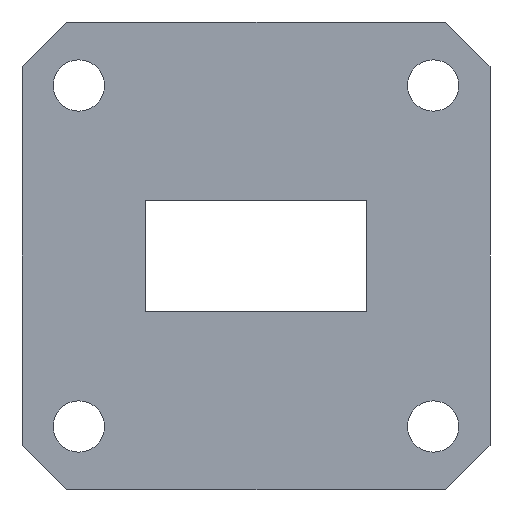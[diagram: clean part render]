
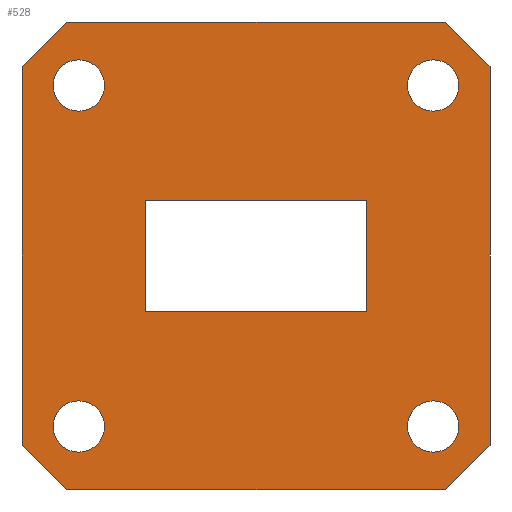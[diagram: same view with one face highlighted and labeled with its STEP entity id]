
A CAD part, front view. The second image highlights one B-rep face of the part: STEP entity #528.
In plain terms, the highlighted planar face has unit normal (0, -1, 0).
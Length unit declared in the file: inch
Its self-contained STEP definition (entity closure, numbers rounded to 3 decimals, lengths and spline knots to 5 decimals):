
#14 = EDGE_CURVE ( 'NONE', #1404, #23, #2005, .T. ) ;
#23 = VERTEX_POINT ( 'NONE', #381 ) ;
#61 = AXIS2_PLACEMENT_3D ( 'NONE', #1757, #431, #1073 ) ;
#68 = ORIENTED_EDGE ( 'NONE', *, *, #1277, .F. ) ;
#87 = LINE ( 'NONE', #1400, #1820 ) ;
#97 = VERTEX_POINT ( 'NONE', #259 ) ;
#129 = AXIS2_PLACEMENT_3D ( 'NONE', #1953, #929, #1786 ) ;
#147 = FACE_BOUND ( 'NONE', #1179, .T. ) ;
#186 = ORIENTED_EDGE ( 'NONE', *, *, #406, .T. ) ;
#220 = VECTOR ( 'NONE', #1738, 39.37008 ) ;
#233 = ORIENTED_EDGE ( 'NONE', *, *, #1923, .F. ) ;
#242 = DIRECTION ( 'NONE',  ( 0., 1., 0. ) ) ;
#259 = CARTESIAN_POINT ( 'NONE',  ( 0.531, 0., -0.656 ) ) ;
#265 = DIRECTION ( 'NONE',  ( 0., 1., 0. ) ) ;
#287 = CARTESIAN_POINT ( 'NONE',  ( -0.497, 0., 0.55 ) ) ;
#315 = EDGE_CURVE ( 'NONE', #990, #97, #794, .T. ) ;
#381 = CARTESIAN_POINT ( 'NONE',  ( 0.531, 0., 0.656 ) ) ;
#406 = EDGE_CURVE ( 'NONE', #1828, #847, #1654, .T. ) ;
#419 = LINE ( 'NONE', #1294, #638 ) ;
#423 = EDGE_LOOP ( 'NONE', ( #1552, #186, #1354, #972 ) ) ;
#426 = LINE ( 'NONE', #875, #520 ) ;
#428 = FACE_BOUND ( 'NONE', #423, .T. ) ;
#431 = DIRECTION ( 'NONE',  ( 0., -1., 0. ) ) ;
#448 = AXIS2_PLACEMENT_3D ( 'NONE', #731, #242, #985 ) ;
#453 = DIRECTION ( 'NONE',  ( 0., 0., 1. ) ) ;
#465 = EDGE_CURVE ( 'NONE', #1315, #1331, #1532, .T. ) ;
#518 = CARTESIAN_POINT ( 'NONE',  ( -0.311, 0., 0.1555 ) ) ;
#520 = VECTOR ( 'NONE', #865, 39.37008 ) ;
#528 = ADVANCED_FACE ( 'NONE', ( #547, #147, #1067, #1862, #902, #428 ), #1425, .T. ) ;
#547 = FACE_BOUND ( 'NONE', #1529, .T. ) ;
#563 = EDGE_CURVE ( 'NONE', #1959, #1959, #1271, .T. ) ;
#626 = CARTESIAN_POINT ( 'NONE',  ( 0.497, 0., -0.406 ) ) ;
#638 = VECTOR ( 'NONE', #965, 39.37008 ) ;
#659 = CIRCLE ( 'NONE', #1703, 0.072 ) ;
#662 = EDGE_CURVE ( 'NONE', #1033, #1797, #419, .T. ) ;
#669 = DIRECTION ( 'NONE',  ( -1., 0., 0. ) ) ;
#685 = VERTEX_POINT ( 'NONE', #626 ) ;
#727 = CARTESIAN_POINT ( 'NONE',  ( -0.656, 0., -0.531 ) ) ;
#729 = CARTESIAN_POINT ( 'NONE',  ( -0.656, 0., -0.531 ) ) ;
#731 = CARTESIAN_POINT ( 'NONE',  ( -0.497, 0., -0.478 ) ) ;
#732 = CARTESIAN_POINT ( 'NONE',  ( 0.497, 0., 0.478 ) ) ;
#759 = VERTEX_POINT ( 'NONE', #942 ) ;
#794 = LINE ( 'NONE', #1171, #1202 ) ;
#815 = VECTOR ( 'NONE', #905, 39.37008 ) ;
#842 = CARTESIAN_POINT ( 'NONE',  ( 0.311, 0., 0.1555 ) ) ;
#846 = ORIENTED_EDGE ( 'NONE', *, *, #563, .T. ) ;
#847 = VERTEX_POINT ( 'NONE', #1359 ) ;
#852 = CARTESIAN_POINT ( 'NONE',  ( 0.531, 0., 0.656 ) ) ;
#865 = DIRECTION ( 'NONE',  ( 0.707, 0., 0.707 ) ) ;
#875 = CARTESIAN_POINT ( 'NONE',  ( -0.531, 0., 0.656 ) ) ;
#902 = FACE_BOUND ( 'NONE', #916, .T. ) ;
#905 = DIRECTION ( 'NONE',  ( -0.707, 0., 0.707 ) ) ;
#916 = EDGE_LOOP ( 'NONE', ( #846 ) ) ;
#929 = DIRECTION ( 'NONE',  ( 0., 1., 0. ) ) ;
#942 = CARTESIAN_POINT ( 'NONE',  ( 0.497, 0., 0.55 ) ) ;
#959 = EDGE_CURVE ( 'NONE', #23, #2063, #87, .T. ) ;
#965 = DIRECTION ( 'NONE',  ( 0., 0., 1. ) ) ;
#972 = ORIENTED_EDGE ( 'NONE', *, *, #465, .T. ) ;
#985 = DIRECTION ( 'NONE',  ( 0., 0., 1. ) ) ;
#990 = VERTEX_POINT ( 'NONE', #1042 ) ;
#1006 = DIRECTION ( 'NONE',  ( -0.707, 0., -0.707 ) ) ;
#1033 = VERTEX_POINT ( 'NONE', #727 ) ;
#1035 = EDGE_LOOP ( 'NONE', ( #1652, #1267, #233, #1086, #1579, #68, #1760, #1885 ) ) ;
#1042 = CARTESIAN_POINT ( 'NONE',  ( 0.656, 0., -0.531 ) ) ;
#1046 = CARTESIAN_POINT ( 'NONE',  ( -0.311, 0., 0.1555 ) ) ;
#1047 = EDGE_CURVE ( 'NONE', #1413, #1413, #1965, .T. ) ;
#1067 = FACE_OUTER_BOUND ( 'NONE', #1035, .T. ) ;
#1069 = CARTESIAN_POINT ( 'NONE',  ( 0.656, 0., 0.531 ) ) ;
#1070 = LINE ( 'NONE', #2169, #1941 ) ;
#1072 = CIRCLE ( 'NONE', #129, 0.072 ) ;
#1073 = DIRECTION ( 'NONE',  ( 0., 0., -1. ) ) ;
#1078 = DIRECTION ( 'NONE',  ( -1., 0., 0. ) ) ;
#1086 = ORIENTED_EDGE ( 'NONE', *, *, #959, .F. ) ;
#1092 = LINE ( 'NONE', #1423, #1318 ) ;
#1171 = CARTESIAN_POINT ( 'NONE',  ( 0.531, 0., -0.656 ) ) ;
#1179 = EDGE_LOOP ( 'NONE', ( #1803 ) ) ;
#1183 = CARTESIAN_POINT ( 'NONE',  ( -0.656, 0., 0.531 ) ) ;
#1202 = VECTOR ( 'NONE', #1006, 39.37008 ) ;
#1214 = VECTOR ( 'NONE', #1218, 39.37008 ) ;
#1218 = DIRECTION ( 'NONE',  ( 0., 0., -1. ) ) ;
#1248 = DIRECTION ( 'NONE',  ( 0., 0., 1. ) ) ;
#1251 = CARTESIAN_POINT ( 'NONE',  ( -0.531, 0., -0.656 ) ) ;
#1267 = ORIENTED_EDGE ( 'NONE', *, *, #315, .F. ) ;
#1271 = CIRCLE ( 'NONE', #1455, 0.072 ) ;
#1277 = EDGE_CURVE ( 'NONE', #1797, #1404, #426, .T. ) ;
#1294 = CARTESIAN_POINT ( 'NONE',  ( -0.656, 0., 0.531 ) ) ;
#1315 = VERTEX_POINT ( 'NONE', #1373 ) ;
#1318 = VECTOR ( 'NONE', #1078, 39.37008 ) ;
#1331 = VERTEX_POINT ( 'NONE', #518 ) ;
#1354 = ORIENTED_EDGE ( 'NONE', *, *, #1842, .T. ) ;
#1359 = CARTESIAN_POINT ( 'NONE',  ( 0.311, 0., -0.1555 ) ) ;
#1373 = CARTESIAN_POINT ( 'NONE',  ( -0.311, 0., -0.1555 ) ) ;
#1384 = DIRECTION ( 'NONE',  ( 1., 0., 0. ) ) ;
#1391 = CARTESIAN_POINT ( 'NONE',  ( 0.311, 0., 0.1555 ) ) ;
#1397 = EDGE_CURVE ( 'NONE', #1331, #1828, #1448, .T. ) ;
#1400 = CARTESIAN_POINT ( 'NONE',  ( 0.656, 0., 0.531 ) ) ;
#1403 = DIRECTION ( 'NONE',  ( 0., 1., 0. ) ) ;
#1404 = VERTEX_POINT ( 'NONE', #1745 ) ;
#1405 = EDGE_CURVE ( 'NONE', #759, #759, #659, .T. ) ;
#1408 = DIRECTION ( 'NONE',  ( 0., 0., 1. ) ) ;
#1413 = VERTEX_POINT ( 'NONE', #1968 ) ;
#1423 = CARTESIAN_POINT ( 'NONE',  ( 0.531, 0., -0.656 ) ) ;
#1425 = PLANE ( 'NONE',  #61 ) ;
#1448 = LINE ( 'NONE', #1046, #220 ) ;
#1455 = AXIS2_PLACEMENT_3D ( 'NONE', #1457, #265, #453 ) ;
#1457 = CARTESIAN_POINT ( 'NONE',  ( -0.497, 0., 0.478 ) ) ;
#1529 = EDGE_LOOP ( 'NONE', ( #2105 ) ) ;
#1532 = LINE ( 'NONE', #1591, #1912 ) ;
#1552 = ORIENTED_EDGE ( 'NONE', *, *, #1397, .T. ) ;
#1556 = ORIENTED_EDGE ( 'NONE', *, *, #1047, .T. ) ;
#1579 = ORIENTED_EDGE ( 'NONE', *, *, #14, .F. ) ;
#1591 = CARTESIAN_POINT ( 'NONE',  ( -0.311, 0., -0.1555 ) ) ;
#1597 = VECTOR ( 'NONE', #1384, 39.37008 ) ;
#1652 = ORIENTED_EDGE ( 'NONE', *, *, #2112, .F. ) ;
#1654 = LINE ( 'NONE', #1391, #1214 ) ;
#1703 = AXIS2_PLACEMENT_3D ( 'NONE', #732, #1403, #1248 ) ;
#1723 = LINE ( 'NONE', #729, #815 ) ;
#1738 = DIRECTION ( 'NONE',  ( 1., 0., 0. ) ) ;
#1745 = CARTESIAN_POINT ( 'NONE',  ( -0.531, 0., 0.656 ) ) ;
#1757 = CARTESIAN_POINT ( 'NONE',  ( 0., 0., 0. ) ) ;
#1760 = ORIENTED_EDGE ( 'NONE', *, *, #662, .F. ) ;
#1786 = DIRECTION ( 'NONE',  ( 0., 0., 1. ) ) ;
#1797 = VERTEX_POINT ( 'NONE', #1183 ) ;
#1803 = ORIENTED_EDGE ( 'NONE', *, *, #2131, .T. ) ;
#1820 = VECTOR ( 'NONE', #2073, 39.37008 ) ;
#1828 = VERTEX_POINT ( 'NONE', #842 ) ;
#1842 = EDGE_CURVE ( 'NONE', #847, #1315, #1070, .T. ) ;
#1862 = FACE_BOUND ( 'NONE', #1869, .T. ) ;
#1869 = EDGE_LOOP ( 'NONE', ( #1556 ) ) ;
#1874 = VECTOR ( 'NONE', #1901, 39.37008 ) ;
#1885 = ORIENTED_EDGE ( 'NONE', *, *, #1996, .F. ) ;
#1893 = CARTESIAN_POINT ( 'NONE',  ( 0.656, 0., -0.531 ) ) ;
#1901 = DIRECTION ( 'NONE',  ( 0., 0., -1. ) ) ;
#1912 = VECTOR ( 'NONE', #1408, 39.37008 ) ;
#1923 = EDGE_CURVE ( 'NONE', #2063, #990, #2100, .T. ) ;
#1941 = VECTOR ( 'NONE', #669, 39.37008 ) ;
#1951 = VERTEX_POINT ( 'NONE', #1251 ) ;
#1953 = CARTESIAN_POINT ( 'NONE',  ( 0.497, 0., -0.478 ) ) ;
#1959 = VERTEX_POINT ( 'NONE', #287 ) ;
#1965 = CIRCLE ( 'NONE', #448, 0.072 ) ;
#1968 = CARTESIAN_POINT ( 'NONE',  ( -0.497, 0., -0.406 ) ) ;
#1996 = EDGE_CURVE ( 'NONE', #1951, #1033, #1723, .T. ) ;
#2005 = LINE ( 'NONE', #852, #1597 ) ;
#2063 = VERTEX_POINT ( 'NONE', #1069 ) ;
#2073 = DIRECTION ( 'NONE',  ( 0.707, 0., -0.707 ) ) ;
#2100 = LINE ( 'NONE', #1893, #1874 ) ;
#2105 = ORIENTED_EDGE ( 'NONE', *, *, #1405, .T. ) ;
#2112 = EDGE_CURVE ( 'NONE', #97, #1951, #1092, .T. ) ;
#2131 = EDGE_CURVE ( 'NONE', #685, #685, #1072, .T. ) ;
#2169 = CARTESIAN_POINT ( 'NONE',  ( 0.311, 0., -0.1555 ) ) ;
